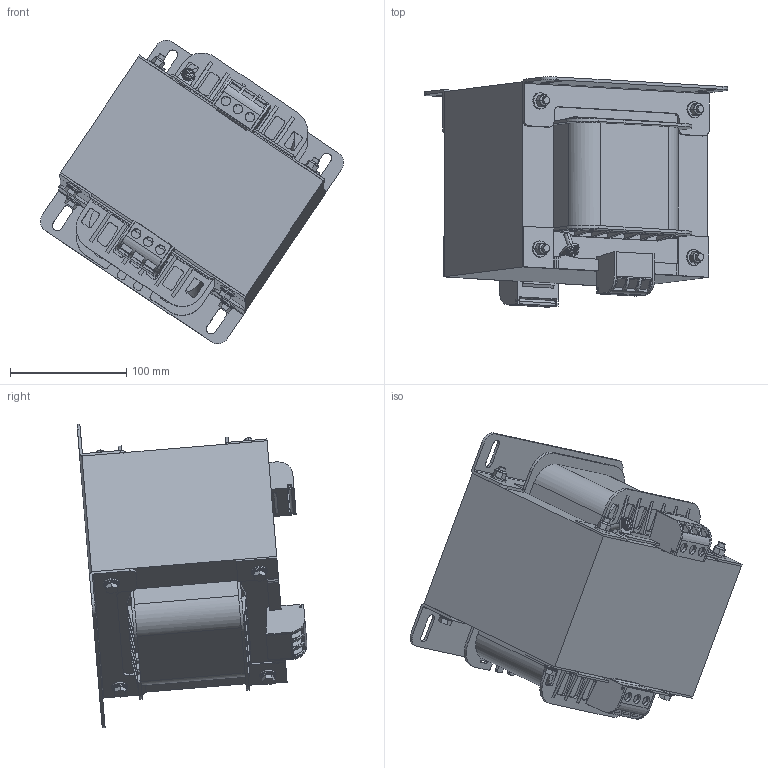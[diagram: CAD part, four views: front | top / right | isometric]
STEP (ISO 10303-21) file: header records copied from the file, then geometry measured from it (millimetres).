
FILE_DESCRIPTION((''),'2;1');
FILE_NAME('BK-3000VA_220VA-220VA_ASM','2024-09-23T',('Administrator'),(''),'PRO/ENGINEER BY PARAMETRIC TECHNOLOGY CORPORATION, 2008380','PRO/ENGINEER BY PARAMETRIC TECHNOLOGY CORPORATION, 2008380','');
FILE_SCHEMA(('CONFIG_CONTROL_DESIGN'));
Length unit declared in the file: millimetre
Products named in the file (15): PRT0068_1_1; PRT0067_1_1; PRT0069_1_1; PRT0070_1_2; PRT0072_1_1; PRT0073_1_1; PRT0074_1_1; PRT0071_3_1; PRT0075_1_1; SANJIE_3_1; SANJIEGAI_2_1; ASM0001_ASM_10_ASM_2_ASM; QIANYOU_2; BK-2500VA-3000VA_36V_CHANG_ASM__ASM; BK-3000VA_220VA-220VA_ASM
Assembly tree (31 placements, depth 4):
  BK-3000VA_220VA-220VA_ASM
    BK-2500VA-3000VA_36V_CHANG_ASM__ASM
      ASM0001_ASM_10_ASM_2_ASM
        PRT0068_1_1
        PRT0067_1_1
        PRT0069_1_1  x2
        PRT0070_1_2
        PRT0072_1_1  x8
        PRT0073_1_1  x4
        PRT0074_1_1  x4
        PRT0071_3_1
        PRT0075_1_1
        SANJIE_3_1
        SANJIEGAI_2_1
      PRT0070_1_2
      QIANYOU_2
      SANJIE_3_1
      SANJIEGAI_2_1
Bounding box: 261.19 x 198.13 x 261.71 mm (x, y, z)
Volume: 4182102.7 mm3; surface area: 463970.7 mm2
Topology: 29 solids, 29 shells, 1371 faces, 3691 edges, 2398 vertices
Faces by surface type: plane 867, cylinder 424, bspline 28, torus 28, sphere 24
Entity records: 27247 total; most frequent: CARTESIAN_POINT 5307, DIRECTION 4601, ORIENTED_EDGE 4476, EDGE_CURVE 2238, VECTOR 1623, LINE 1623, AXIS2_PLACEMENT_3D 1489, VERTEX_POINT 1464
